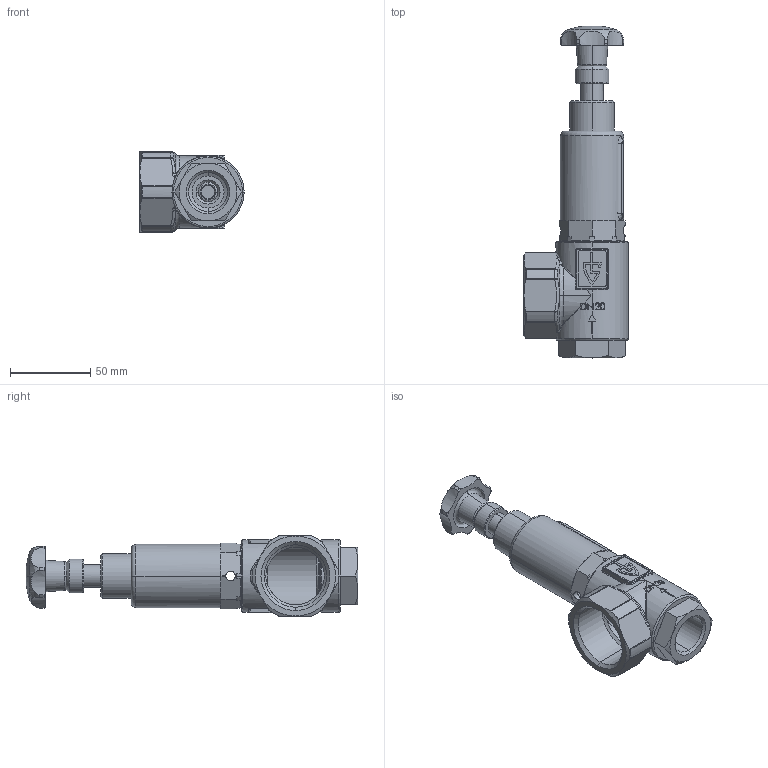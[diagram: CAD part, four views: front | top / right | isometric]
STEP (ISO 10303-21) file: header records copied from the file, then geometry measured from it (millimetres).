
FILE_DESCRIPTION (( 'STEP AP214' ), '1' );
FILE_NAME ('453-20 Dummy.STEP', '2012-08-08T06:09:56', ( 'Blankenhorn' ), ( '' ), 'SwSTEP 2.0', 'SolidWorks 2011', '' );
FILE_SCHEMA (( 'AUTOMOTIVE_DESIGN' ));
Length unit declared in the file: millimetre
Products named in the file (1): 453-20 Dummy
Bounding box: 65 x 207.03 x 50 mm (x, y, z)
Volume: 117202.4 mm3; surface area: 63391.3 mm2
Topology: 7 solids, 7 shells, 710 faces, 1773 edges, 1081 vertices
Faces by surface type: plane 200, cylinder 195, bspline 163, cone 93, torus 53, sphere 6
Entity records: 35070 total; most frequent: CARTESIAN_POINT 11517, ORIENTED_EDGE 3506, DIRECTION 2997, EDGE_CURVE 1753, AXIS2_PLACEMENT_3D 1177, VERTEX_POINT 1081, EDGE_LOOP 752, UNCERTAINTY_MEASURE_WITH_UNIT 719
